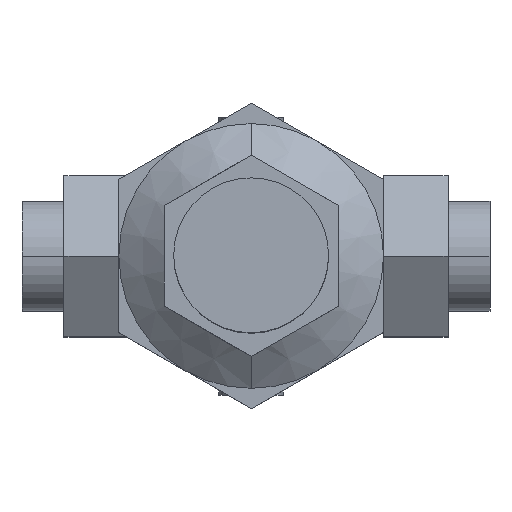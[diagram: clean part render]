
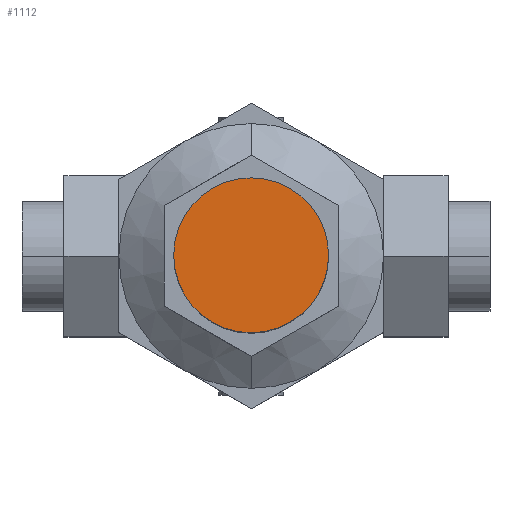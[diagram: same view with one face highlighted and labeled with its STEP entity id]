
A CAD part, top view. The second image highlights one B-rep face of the part: STEP entity #1112.
In plain terms, the highlighted planar face has unit normal (0, 0, 1).
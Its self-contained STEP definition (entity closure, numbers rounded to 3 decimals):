
#882=EDGE_CURVE('',#1356,#1054,#1957,.T.);
#1054=VERTEX_POINT('',#2149);
#1074=EDGE_CURVE('',#1054,#1356,#2171,.T.);
#1112=ADVANCED_FACE('',(#2217),#2218,.T.);
#1356=VERTEX_POINT('',#2487);
#1957=CIRCLE('',#3549,24.0);
#2149=CARTESIAN_POINT('',(0.,-24.0,186.0));
#2171=CIRCLE('',#3897,24.0);
#2217=FACE_OUTER_BOUND('',#3950,.T.);
#2218=PLANE('',#3951);
#2487=CARTESIAN_POINT('',(0.0,24.0,186.0));
#3549=AXIS2_PLACEMENT_3D('',#5408,#5409,#5410);
#3897=AXIS2_PLACEMENT_3D('',#5669,#5670,#5671);
#3950=EDGE_LOOP('',(#5749,#5750));
#3951=AXIS2_PLACEMENT_3D('',#5751,#5752,#5753);
#5408=CARTESIAN_POINT('',(0.0,0.0,186.0));
#5409=DIRECTION('',(0.0,0.0,1.0));
#5410=DIRECTION('',(0.0,1.0,0.0));
#5669=CARTESIAN_POINT('',(0.0,0.0,186.0));
#5670=DIRECTION('',(0.0,0.0,1.0));
#5671=DIRECTION('',(0.0,1.0,0.0));
#5749=ORIENTED_EDGE('',*,*,#882,.T.);
#5750=ORIENTED_EDGE('',*,*,#1074,.T.);
#5751=CARTESIAN_POINT('',(0.0,0.0,186.0));
#5752=DIRECTION('',(0.0,0.0,1.0));
#5753=DIRECTION('',(0.0,1.0,0.0));
